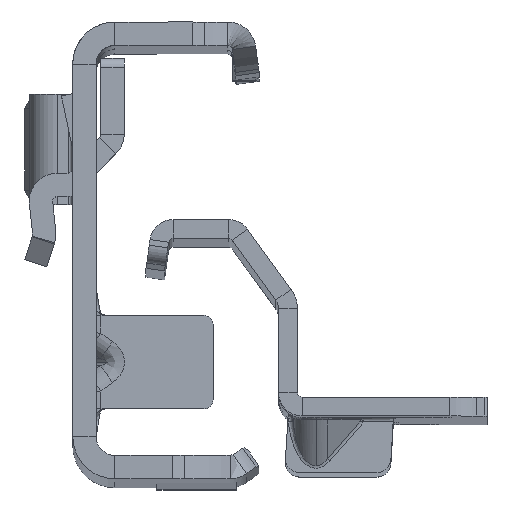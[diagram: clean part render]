
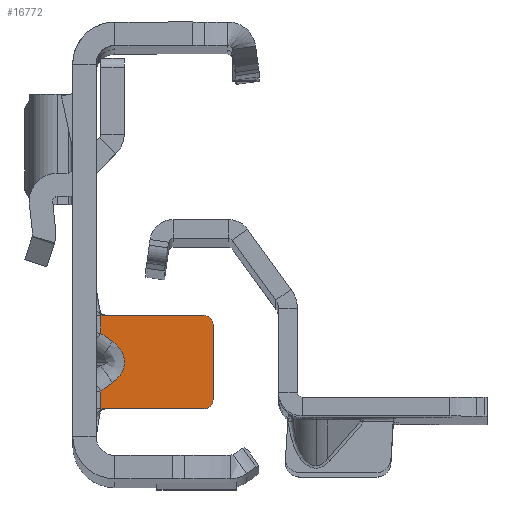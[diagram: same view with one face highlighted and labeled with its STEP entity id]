
A CAD part, top view. The second image highlights one B-rep face of the part: STEP entity #16772.
In plain terms, the highlighted planar face has unit normal (0, 0, 1).
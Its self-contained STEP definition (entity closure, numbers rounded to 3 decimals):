
#283 = VERTEX_POINT ( 'NONE', #12730 ) ;
#318 = DIRECTION ( 'NONE',  ( 0.816, 0.577, 0. ) ) ;
#327 = VECTOR ( 'NONE', #4953, 1000. ) ;
#520 = CARTESIAN_POINT ( 'NONE',  ( 1.367, -8.131, -541.5 ) ) ;
#555 = VECTOR ( 'NONE', #318, 1000. ) ;
#575 = CARTESIAN_POINT ( 'NONE',  ( 1.757, -12.792, -541.5 ) ) ;
#1170 = VECTOR ( 'NONE', #11044, 1000. ) ;
#1478 = CARTESIAN_POINT ( 'NONE',  ( 11.5, -5.6, -541.5 ) ) ;
#1540 = ORIENTED_EDGE ( 'NONE', *, *, #6096, .F. ) ;
#1659 = EDGE_CURVE ( 'NONE', #283, #4687, #11830, .T. ) ;
#1670 = ORIENTED_EDGE ( 'NONE', *, *, #15651, .T. ) ;
#1754 = DIRECTION ( 'NONE',  ( 0., -1., 0. ) ) ;
#1775 = AXIS2_PLACEMENT_3D ( 'NONE', #10551, #9145, #1754 ) ;
#1819 = LINE ( 'NONE', #7385, #7629 ) ;
#2235 = DIRECTION ( 'NONE',  ( 0., 0., 1. ) ) ;
#2335 = ORIENTED_EDGE ( 'NONE', *, *, #12724, .F. ) ;
#2523 =( BOUNDED_CURVE ( )  B_SPLINE_CURVE ( 3, ( #575, #18134, #6441, #16335 ),
 .UNSPECIFIED., .F., .F. ) 
 B_SPLINE_CURVE_WITH_KNOTS ( ( 4, 4 ),
 ( 2.356, 3.927 ),
 .UNSPECIFIED. ) 
 CURVE ( )  GEOMETRIC_REPRESENTATION_ITEM ( )  RATIONAL_B_SPLINE_CURVE ( ( 1., 0.805, 0.805, 1. ) ) 
 REPRESENTATION_ITEM ( '' )  );
#2655 = VECTOR ( 'NONE', #12896, 1000. ) ;
#2709 = VERTEX_POINT ( 'NONE', #13829 ) ;
#2863 = DIRECTION ( 'NONE',  ( 0., 0., -1. ) ) ;
#3153 = DIRECTION ( 'NONE',  ( 0., 1., 0. ) ) ;
#3352 = CARTESIAN_POINT ( 'NONE',  ( 0.708, -15.6, -541.5 ) ) ;
#3500 = ORIENTED_EDGE ( 'NONE', *, *, #1659, .T. ) ;
#3653 = LINE ( 'NONE', #3744, #4656 ) ;
#3744 = CARTESIAN_POINT ( 'NONE',  ( -1.826, -15.6, -541.5 ) ) ;
#4456 = CARTESIAN_POINT ( 'NONE',  ( 2.624, -12.179, -541.5 ) ) ;
#4656 = VECTOR ( 'NONE', #9583, 1000. ) ;
#4687 = VERTEX_POINT ( 'NONE', #12079 ) ;
#4700 = VERTEX_POINT ( 'NONE', #10635 ) ;
#4703 = ORIENTED_EDGE ( 'NONE', *, *, #18263, .T. ) ;
#4953 = DIRECTION ( 'NONE',  ( -0.816, 0.577, 0. ) ) ;
#4994 = EDGE_LOOP ( 'NONE', ( #1540, #8408, #2335, #8689, #1670, #4703, #3500, #15467, #18325, #7099, #5014, #14940 ) ) ;
#5014 = ORIENTED_EDGE ( 'NONE', *, *, #13350, .T. ) ;
#5230 = LINE ( 'NONE', #16943, #1170 ) ;
#5648 = CARTESIAN_POINT ( 'NONE',  ( -7.326, 22.3, -541.5 ) ) ;
#6096 = EDGE_CURVE ( 'NONE', #9423, #7841, #12306, .T. ) ;
#6134 = LINE ( 'NONE', #13444, #17863 ) ;
#6441 = CARTESIAN_POINT ( 'NONE',  ( 3.573, -9.692, -541.5 ) ) ;
#6736 = CARTESIAN_POINT ( 'NONE',  ( 1.757, -8.408, -541.5 ) ) ;
#7099 = ORIENTED_EDGE ( 'NONE', *, *, #9634, .T. ) ;
#7370 = CARTESIAN_POINT ( 'NONE',  ( 12.5, -6.6, -541.5 ) ) ;
#7385 = CARTESIAN_POINT ( 'NONE',  ( -1.826, -5.6, -541.5 ) ) ;
#7457 = DIRECTION ( 'NONE',  ( 0., 1., 0. ) ) ;
#7629 = VECTOR ( 'NONE', #17561, 1000. ) ;
#7715 = AXIS2_PLACEMENT_3D ( 'NONE', #5648, #2863, #3153 ) ;
#7841 = VERTEX_POINT ( 'NONE', #15836 ) ;
#7998 = VERTEX_POINT ( 'NONE', #14583 ) ;
#8170 = VECTOR ( 'NONE', #7457, 1000. ) ;
#8408 = ORIENTED_EDGE ( 'NONE', *, *, #10372, .F. ) ;
#8524 = CIRCLE ( 'NONE', #1775, 1. ) ;
#8689 = ORIENTED_EDGE ( 'NONE', *, *, #9682, .F. ) ;
#8864 = LINE ( 'NONE', #4456, #555 ) ;
#9123 = DIRECTION ( 'NONE',  ( 1., 0., 0. ) ) ;
#9145 = DIRECTION ( 'NONE',  ( 0., 0., 1. ) ) ;
#9423 = VERTEX_POINT ( 'NONE', #6736 ) ;
#9583 = DIRECTION ( 'NONE',  ( 1., 0., 0. ) ) ;
#9614 = EDGE_CURVE ( 'NONE', #4687, #2709, #14601, .T. ) ;
#9634 = EDGE_CURVE ( 'NONE', #17342, #18808, #11754, .T. ) ;
#9682 = EDGE_CURVE ( 'NONE', #11239, #18231, #6134, .T. ) ;
#10372 = EDGE_CURVE ( 'NONE', #4700, #9423, #2523, .T. ) ;
#10551 = CARTESIAN_POINT ( 'NONE',  ( 11.5, -6.6, -541.5 ) ) ;
#10635 = CARTESIAN_POINT ( 'NONE',  ( 1.757, -12.792, -541.5 ) ) ;
#10690 = DIRECTION ( 'NONE',  ( 0., 1., 0. ) ) ;
#11042 = VECTOR ( 'NONE', #9123, 1000. ) ;
#11044 = DIRECTION ( 'NONE',  ( 0., 1., 0. ) ) ;
#11153 = EDGE_CURVE ( 'NONE', #2709, #17342, #8524, .T. ) ;
#11239 = VERTEX_POINT ( 'NONE', #14930 ) ;
#11605 = VERTEX_POINT ( 'NONE', #3352 ) ;
#11754 = LINE ( 'NONE', #15757, #2655 ) ;
#11830 = CIRCLE ( 'NONE', #14245, 1. ) ;
#12079 = CARTESIAN_POINT ( 'NONE',  ( 12.5, -14.6, -541.5 ) ) ;
#12306 = LINE ( 'NONE', #520, #327 ) ;
#12555 = DIRECTION ( 'NONE',  ( 0., 1., 0. ) ) ;
#12724 = EDGE_CURVE ( 'NONE', #18231, #4700, #8864, .T. ) ;
#12730 = CARTESIAN_POINT ( 'NONE',  ( 11.5, -15.6, -541.5 ) ) ;
#12884 = FACE_OUTER_BOUND ( 'NONE', #4994, .T. ) ;
#12896 = DIRECTION ( 'NONE',  ( -1., 0., 0. ) ) ;
#12928 = EDGE_CURVE ( 'NONE', #7841, #7998, #5230, .T. ) ;
#13113 = LINE ( 'NONE', #14721, #11042 ) ;
#13277 = CARTESIAN_POINT ( 'NONE',  ( 0.5, -13.681, -541.5 ) ) ;
#13350 = EDGE_CURVE ( 'NONE', #18808, #7998, #1819, .T. ) ;
#13444 = CARTESIAN_POINT ( 'NONE',  ( 0.5, 22.3, -541.5 ) ) ;
#13829 = CARTESIAN_POINT ( 'NONE',  ( 12.5, -6.6, -541.5 ) ) ;
#13960 = CARTESIAN_POINT ( 'NONE',  ( 11.5, -14.6, -541.5 ) ) ;
#14245 = AXIS2_PLACEMENT_3D ( 'NONE', #13960, #2235, #12555 ) ;
#14583 = CARTESIAN_POINT ( 'NONE',  ( 0.5, -5.6, -541.5 ) ) ;
#14601 = LINE ( 'NONE', #7370, #8170 ) ;
#14721 = CARTESIAN_POINT ( 'NONE',  ( -1.826, -15.6, -541.5 ) ) ;
#14930 = CARTESIAN_POINT ( 'NONE',  ( 0.5, -15.6, -541.5 ) ) ;
#14940 = ORIENTED_EDGE ( 'NONE', *, *, #12928, .F. ) ;
#15467 = ORIENTED_EDGE ( 'NONE', *, *, #9614, .T. ) ;
#15651 = EDGE_CURVE ( 'NONE', #11239, #11605, #13113, .T. ) ;
#15757 = CARTESIAN_POINT ( 'NONE',  ( -1.826, -5.6, -541.5 ) ) ;
#15836 = CARTESIAN_POINT ( 'NONE',  ( 0.5, -7.519, -541.5 ) ) ;
#16335 = CARTESIAN_POINT ( 'NONE',  ( 1.757, -8.408, -541.5 ) ) ;
#16772 = ADVANCED_FACE ( 'NONE', ( #12884 ), #18693, .F. ) ;
#16943 = CARTESIAN_POINT ( 'NONE',  ( 0.5, 22.3, -541.5 ) ) ;
#17342 = VERTEX_POINT ( 'NONE', #1478 ) ;
#17561 = DIRECTION ( 'NONE',  ( -1., 0., 0. ) ) ;
#17863 = VECTOR ( 'NONE', #10690, 1000. ) ;
#17969 = CARTESIAN_POINT ( 'NONE',  ( 0.708, -5.6, -541.5 ) ) ;
#18134 = CARTESIAN_POINT ( 'NONE',  ( 3.573, -11.508, -541.5 ) ) ;
#18231 = VERTEX_POINT ( 'NONE', #13277 ) ;
#18263 = EDGE_CURVE ( 'NONE', #11605, #283, #3653, .T. ) ;
#18325 = ORIENTED_EDGE ( 'NONE', *, *, #11153, .T. ) ;
#18693 = PLANE ( 'NONE',  #7715 ) ;
#18808 = VERTEX_POINT ( 'NONE', #17969 ) ;
